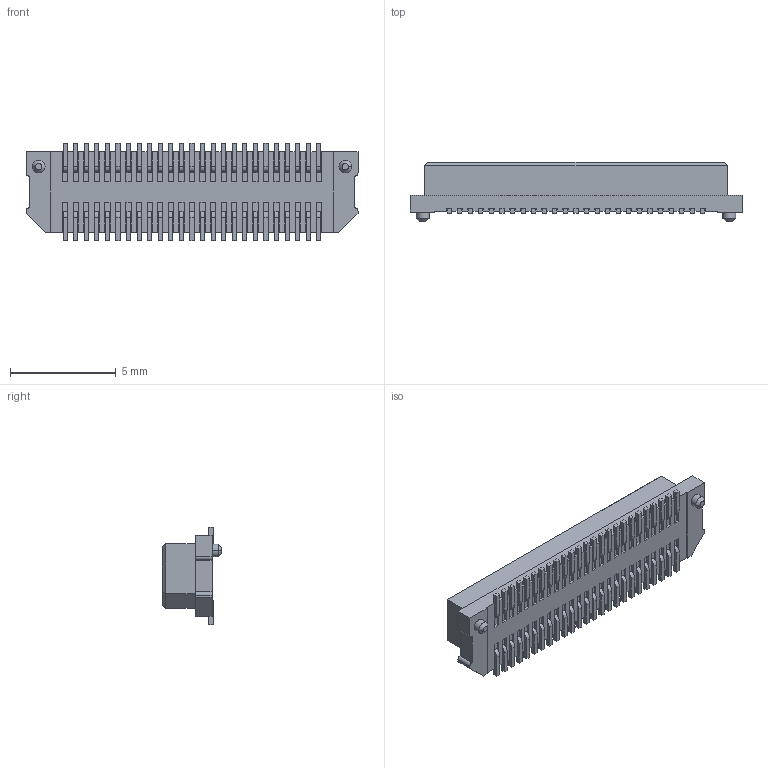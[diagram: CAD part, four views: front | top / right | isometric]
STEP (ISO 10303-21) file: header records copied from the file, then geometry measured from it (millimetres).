
FILE_DESCRIPTION((''),'2;1');
FILE_NAME('FBB05017-M_ASM','2026-01-27T17:40:57',('gongchengVV'),(''),'CREO PARAMETRIC BY PTC INC, 2020033','CREO PARAMETRIC BY PTC INC, 2020033','');
FILE_SCHEMA(('CONFIG_CONTROL_DESIGN'));
Length unit declared in the file: millimetre
Products named in the file (1): FBB05017-M_ASM
Bounding box: 15.7 x 2.8 x 4.62 mm (x, y, z)
Volume: 70 mm3; surface area: 369.6 mm2
Topology: 1 solids, 1 shells, 1106 faces, 3684 edges, 2384 vertices
Faces by surface type: plane 1044, cylinder 58, cone 4
Entity records: 39578 total; most frequent: ORIENTED_EDGE 7368, CARTESIAN_POINT 7174, DIRECTION 6016, EDGE_CURVE 3684, VECTOR 3564, LINE 3564, VERTEX_POINT 2384, AXIS2_PLACEMENT_3D 1226
